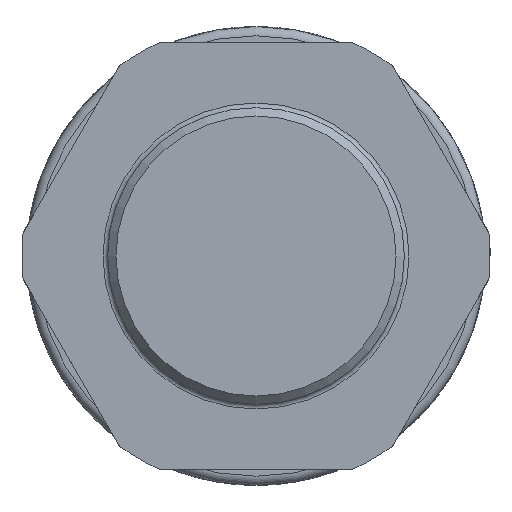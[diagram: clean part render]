
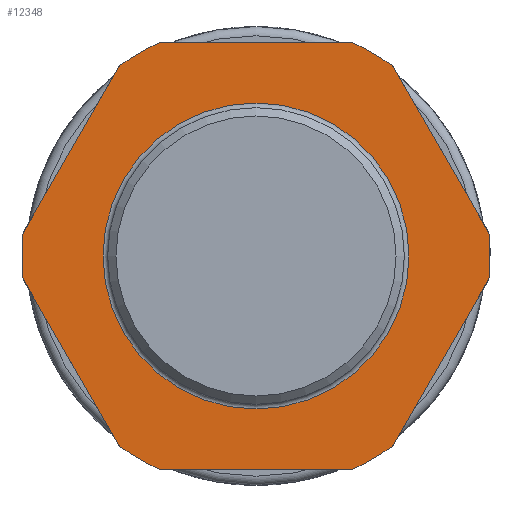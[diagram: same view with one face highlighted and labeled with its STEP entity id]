
A CAD part, left-side view. The second image highlights one B-rep face of the part: STEP entity #12348.
In plain terms, the highlighted planar face has unit normal (-1, 0, 0).
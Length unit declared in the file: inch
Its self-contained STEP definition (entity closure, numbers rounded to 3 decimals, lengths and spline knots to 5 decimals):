
#656=FACE_BOUND('',#3101,.T.);
#1319=LINE('',#20752,#1839);
#1322=LINE('',#20782,#1842);
#1325=LINE('',#20812,#1845);
#1328=LINE('',#20842,#1848);
#1331=LINE('',#20862,#1851);
#1334=LINE('',#20905,#1854);
#1839=VECTOR('',#15697,0.3937);
#1842=VECTOR('',#15702,0.3937);
#1845=VECTOR('',#15707,0.3937);
#1848=VECTOR('',#15712,0.3937);
#1851=VECTOR('',#15717,0.3937);
#1854=VECTOR('',#15722,0.3937);
#2466=FACE_OUTER_BOUND('',#3100,.T.);
#3100=EDGE_LOOP('',(#9189,#9190,#9191,#9192,#9193,#9194,#9195,#9196,#9197,
#9198,#9199,#9200));
#3101=EDGE_LOOP('',(#9201,#9202));
#3789=CIRCLE('',#13364,0.99409);
#3790=CIRCLE('',#13366,0.99409);
#3793=CIRCLE('',#13370,0.99409);
#3795=CIRCLE('',#13373,0.99409);
#3797=CIRCLE('',#13376,0.99409);
#3798=CIRCLE('',#13378,0.99409);
#3803=CIRCLE('',#13385,0.64961);
#3804=CIRCLE('',#13386,0.64961);
#4765=VERTEX_POINT('',#20749);
#4766=VERTEX_POINT('',#20751);
#4769=VERTEX_POINT('',#20779);
#4770=VERTEX_POINT('',#20781);
#4773=VERTEX_POINT('',#20809);
#4774=VERTEX_POINT('',#20811);
#4777=VERTEX_POINT('',#20839);
#4778=VERTEX_POINT('',#20841);
#4781=VERTEX_POINT('',#20859);
#4782=VERTEX_POINT('',#20861);
#4786=VERTEX_POINT('',#20902);
#4787=VERTEX_POINT('',#20904);
#4790=VERTEX_POINT('',#20932);
#4791=VERTEX_POINT('',#20933);
#6349=EDGE_CURVE('',#4766,#4765,#1319,.T.);
#6353=EDGE_CURVE('',#4770,#4769,#1322,.T.);
#6357=EDGE_CURVE('',#4774,#4773,#1325,.T.);
#6361=EDGE_CURVE('',#4778,#4777,#1328,.T.);
#6365=EDGE_CURVE('',#4782,#4781,#1331,.T.);
#6370=EDGE_CURVE('',#4787,#4786,#1334,.T.);
#6373=EDGE_CURVE('',#4787,#4781,#3789,.T.);
#6374=EDGE_CURVE('',#4774,#4777,#3790,.T.);
#6377=EDGE_CURVE('',#4782,#4773,#3793,.T.);
#6379=EDGE_CURVE('',#4778,#4769,#3795,.T.);
#6381=EDGE_CURVE('',#4770,#4765,#3797,.T.);
#6382=EDGE_CURVE('',#4766,#4786,#3798,.T.);
#6387=EDGE_CURVE('',#4790,#4791,#3803,.T.);
#6388=EDGE_CURVE('',#4791,#4790,#3804,.T.);
#9189=ORIENTED_EDGE('',*,*,#6349,.T.);
#9190=ORIENTED_EDGE('',*,*,#6381,.F.);
#9191=ORIENTED_EDGE('',*,*,#6353,.T.);
#9192=ORIENTED_EDGE('',*,*,#6379,.F.);
#9193=ORIENTED_EDGE('',*,*,#6361,.T.);
#9194=ORIENTED_EDGE('',*,*,#6374,.F.);
#9195=ORIENTED_EDGE('',*,*,#6357,.T.);
#9196=ORIENTED_EDGE('',*,*,#6377,.F.);
#9197=ORIENTED_EDGE('',*,*,#6365,.T.);
#9198=ORIENTED_EDGE('',*,*,#6373,.F.);
#9199=ORIENTED_EDGE('',*,*,#6370,.T.);
#9200=ORIENTED_EDGE('',*,*,#6382,.F.);
#9201=ORIENTED_EDGE('',*,*,#6387,.T.);
#9202=ORIENTED_EDGE('',*,*,#6388,.T.);
#11342=PLANE('',#13384);
#12348=ADVANCED_FACE('',(#2466,#656),#11342,.T.);
#13364=AXIS2_PLACEMENT_3D('',#20909,#15728,#15729);
#13366=AXIS2_PLACEMENT_3D('',#20911,#15732,#15733);
#13370=AXIS2_PLACEMENT_3D('',#20915,#15740,#15741);
#13373=AXIS2_PLACEMENT_3D('',#20918,#15746,#15747);
#13376=AXIS2_PLACEMENT_3D('',#20921,#15752,#15753);
#13378=AXIS2_PLACEMENT_3D('',#20923,#15756,#15757);
#13384=AXIS2_PLACEMENT_3D('',#20931,#15768,#15769);
#13385=AXIS2_PLACEMENT_3D('',#20934,#15770,#15771);
#13386=AXIS2_PLACEMENT_3D('',#20935,#15772,#15773);
#15697=DIRECTION('',(0.,0.5,0.866));
#15702=DIRECTION('',(0.,1.,0.));
#15707=DIRECTION('',(0.,-0.5,-0.866));
#15712=DIRECTION('',(0.,0.5,-0.866));
#15717=DIRECTION('',(0.,-1.,0.));
#15722=DIRECTION('',(0.,-0.5,0.866));
#15728=DIRECTION('center_axis',(1.,0.,0.));
#15729=DIRECTION('ref_axis',(0.,0.,
1.));
#15732=DIRECTION('center_axis',(1.,0.,0.));
#15733=DIRECTION('ref_axis',(0.,0.,
1.));
#15740=DIRECTION('center_axis',(1.,0.,0.));
#15741=DIRECTION('ref_axis',(0.,0.,
1.));
#15746=DIRECTION('center_axis',(1.,0.,0.));
#15747=DIRECTION('ref_axis',(0.,0.,
1.));
#15752=DIRECTION('center_axis',(1.,0.,0.));
#15753=DIRECTION('ref_axis',(0.,0.,
1.));
#15756=DIRECTION('center_axis',(1.,0.,0.));
#15757=DIRECTION('ref_axis',(0.,0.,
1.));
#15768=DIRECTION('center_axis',(-1.,0.,0.));
#15769=DIRECTION('ref_axis',(0.,0.,
-1.));
#15770=DIRECTION('center_axis',(1.,0.,0.));
#15771=DIRECTION('ref_axis',(0.,0.,
1.));
#15772=DIRECTION('center_axis',(1.,0.,0.));
#15773=DIRECTION('ref_axis',(0.,0.,
1.));
#20749=CARTESIAN_POINT('',(-0.94111,-0.57909,0.80801));
#20751=CARTESIAN_POINT('',(-0.94111,-0.9893,0.0975));
#20752=CARTESIAN_POINT('',(-0.94111,-1.01101,0.0599));
#20779=CARTESIAN_POINT('',(-0.94111,0.41021,0.90551));
#20781=CARTESIAN_POINT('',(-0.94111,-0.41021,0.90551));
#20782=CARTESIAN_POINT('',(-0.94111,-0.70215,0.90551));
#20809=CARTESIAN_POINT('',(-0.94111,0.57909,-0.80801));
#20811=CARTESIAN_POINT('',(-0.94111,0.9893,-0.0975));
#20812=CARTESIAN_POINT('',(-0.94111,0.76249,-0.49036));
#20839=CARTESIAN_POINT('',(-0.94111,0.9893,0.0975));
#20841=CARTESIAN_POINT('',(-0.94111,0.57909,0.80801));
#20842=CARTESIAN_POINT('',(-0.94111,0.55738,0.84561));
#20859=CARTESIAN_POINT('',(-0.94111,-0.41021,-0.90551));
#20861=CARTESIAN_POINT('',(-0.94111,0.41021,-0.90551));
#20862=CARTESIAN_POINT('',(-0.94111,-0.29194,-0.90551));
#20902=CARTESIAN_POINT('',(-0.94111,-0.9893,-0.0975));
#20904=CARTESIAN_POINT('',(-0.94111,-0.57909,-0.80801));
#20905=CARTESIAN_POINT('',(-0.94111,-0.80591,-0.41515));
#20909=CARTESIAN_POINT('Origin',(-0.94111,0.,
0.));
#20911=CARTESIAN_POINT('Origin',(-0.94111,0.,
0.));
#20915=CARTESIAN_POINT('Origin',(-0.94111,0.,
0.));
#20918=CARTESIAN_POINT('Origin',(-0.94111,0.,
0.));
#20921=CARTESIAN_POINT('Origin',(-0.94111,0.,
0.));
#20923=CARTESIAN_POINT('Origin',(-0.94111,0.,
0.));
#20931=CARTESIAN_POINT('Origin',(-0.94111,-0.99409,
0.));
#20932=CARTESIAN_POINT('',(-0.94111,-0.64961,0.));
#20933=CARTESIAN_POINT('',(-0.94111,0.,-0.64961));
#20934=CARTESIAN_POINT('Origin',(-0.94111,0.,
0.));
#20935=CARTESIAN_POINT('Origin',(-0.94111,0.,
0.));
